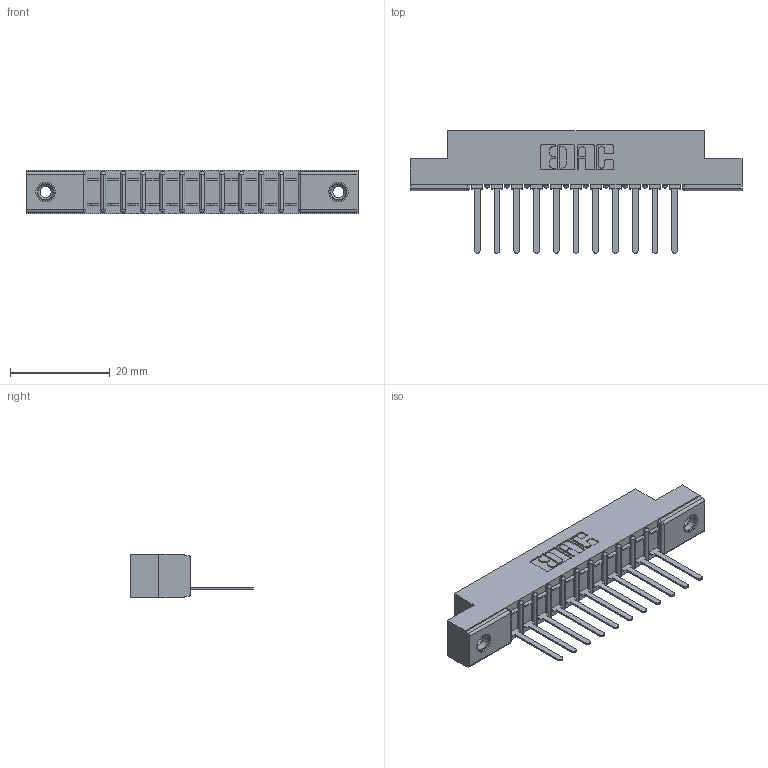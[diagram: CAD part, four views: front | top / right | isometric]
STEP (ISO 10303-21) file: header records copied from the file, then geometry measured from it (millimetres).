
FILE_DESCRIPTION (( 'STEP AP203' ), '1' );
FILE_NAME ('357-011-541-108.STEP', '2018-08-07T04:14:39', ( '' ), ( '' ), 'SwSTEP 2.0', 'SolidWorks 2016', '' );
FILE_SCHEMA (( 'CONFIG_CONTROL_DESIGN' ));
Length unit declared in the file: inch
Products named in the file (4): 307 Part_.156 Dia Mounting Holes; 307-290-002_541; 345-250-001_345-250-003-102; 357-011-541-108
Assembly tree (14 placements, depth 2):
  357-011-541-108
    307 Part_.156 Dia Mounting Holes
    307-290-002_541  x11
    345-250-001_345-250-003-102  x2
Bounding box: 66.6 x 24.59 x 8.71 mm (x, y, z)
Volume: 4415.5 mm3; surface area: 7625.6 mm2
Topology: 14 solids, 14 shells, 1004 faces, 3011 edges, 1966 vertices
Faces by surface type: plane 597, cylinder 367, sphere 24, cone 12, torus 4
Entity records: 15155 total; most frequent: CARTESIAN_POINT 2531, ORIENTED_EDGE 2514, DIRECTION 2483, EDGE_CURVE 1257, VECTOR 947, LINE 947, VERTEX_POINT 816, AXIS2_PLACEMENT_3D 768
